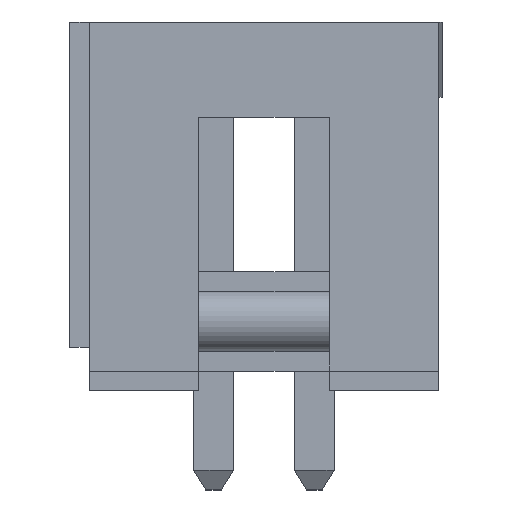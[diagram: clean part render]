
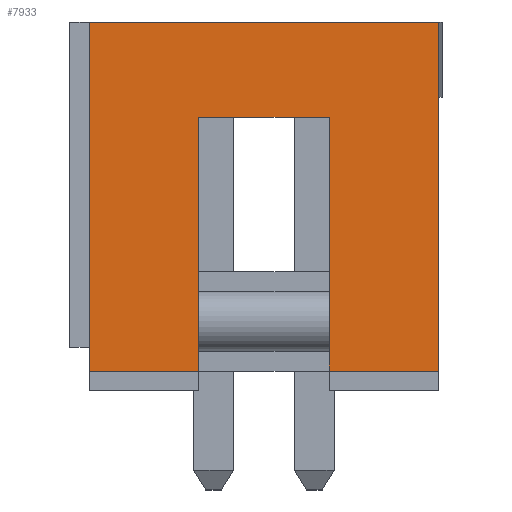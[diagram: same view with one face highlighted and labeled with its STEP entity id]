
A CAD part, left-side view. The second image highlights one B-rep face of the part: STEP entity #7933.
In plain terms, the highlighted planar face has unit normal (-1, 0, 0).
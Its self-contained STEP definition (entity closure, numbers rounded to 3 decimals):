
#7666 = VERTEX_POINT ( 'NONE', #13671 ) ;
#7668 = EDGE_CURVE ( 'NONE', #7681, #7666, #13670, .T. ) ;
#7681 = VERTEX_POINT ( 'NONE', #13655 ) ;
#7683 = EDGE_CURVE ( 'NONE', #7684, #7681, #13654, .T. ) ;
#7684 = VERTEX_POINT ( 'NONE', #13716 ) ;
#7729 = EDGE_CURVE ( 'NONE', #7734, #7684, #13774, .T. ) ;
#7734 = VERTEX_POINT ( 'NONE', #13766 ) ;
#7736 = EDGE_CURVE ( 'NONE', #7737, #7734, #13765, .T. ) ;
#7737 = VERTEX_POINT ( 'NONE', #13761 ) ;
#7796 = VERTEX_POINT ( 'NONE', #13919 ) ;
#7798 = EDGE_CURVE ( 'NONE', #7666, #7796, #13917, .T. ) ;
#7870 = EDGE_CURVE ( 'NONE', #7871, #7737, #13999, .T. ) ;
#7871 = VERTEX_POINT ( 'NONE', #14052 ) ;
#7918 = EDGE_CURVE ( 'NONE', #7871, #7942, #14106, .T. ) ;
#7919 = ORIENTED_EDGE ( 'NONE', *, *, #7870, .T. ) ;
#7933 = ADVANCED_FACE ( 'NONE', ( #14144 ), #14143, .T. ) ;
#7934 = EDGE_LOOP ( 'NONE', ( #7935, #7936, #7937, #7938, #7939, #7940, #7943, #7919 ) ) ;
#7935 = ORIENTED_EDGE ( 'NONE', *, *, #7736, .T. ) ;
#7936 = ORIENTED_EDGE ( 'NONE', *, *, #7729, .T. ) ;
#7937 = ORIENTED_EDGE ( 'NONE', *, *, #7683, .T. ) ;
#7938 = ORIENTED_EDGE ( 'NONE', *, *, #7668, .T. ) ;
#7939 = ORIENTED_EDGE ( 'NONE', *, *, #7798, .T. ) ;
#7940 = ORIENTED_EDGE ( 'NONE', *, *, #7941, .F. ) ;
#7941 = EDGE_CURVE ( 'NONE', #7942, #7796, #14141, .T. ) ;
#7942 = VERTEX_POINT ( 'NONE', #14134 ) ;
#7943 = ORIENTED_EDGE ( 'NONE', *, *, #7918, .F. ) ;
#13653 = CARTESIAN_POINT ( 'NONE',  ( -20.26, 2.75, 0. ) ) ;
#13654 = LINE ( 'NONE', #13653, #13718 ) ;
#13655 = CARTESIAN_POINT ( 'NONE',  ( -20.26, 2.75, 0. ) ) ;
#13667 = DIRECTION ( 'NONE',  ( 0., -1., 0. ) ) ;
#13668 = VECTOR ( 'NONE', #13667, 1000. ) ;
#13669 = CARTESIAN_POINT ( 'NONE',  ( -20.26, 0., 0. ) ) ;
#13670 = LINE ( 'NONE', #13669, #13668 ) ;
#13671 = CARTESIAN_POINT ( 'NONE',  ( -20.26, 0., 0. ) ) ;
#13716 = CARTESIAN_POINT ( 'NONE',  ( -20.26, 2.75, 6.4 ) ) ;
#13717 = DIRECTION ( 'NONE',  ( 0., 0., -1. ) ) ;
#13718 = VECTOR ( 'NONE', #13717, 1000. ) ;
#13761 = CARTESIAN_POINT ( 'NONE',  ( -20.26, 6.05, 0. ) ) ;
#13762 = DIRECTION ( 'NONE',  ( 0., 0., 1. ) ) ;
#13763 = VECTOR ( 'NONE', #13762, 1000. ) ;
#13764 = CARTESIAN_POINT ( 'NONE',  ( -20.26, 6.05, 0. ) ) ;
#13765 = LINE ( 'NONE', #13764, #13763 ) ;
#13766 = CARTESIAN_POINT ( 'NONE',  ( -20.26, 6.05, 6.4 ) ) ;
#13771 = DIRECTION ( 'NONE',  ( 0., -1., 0. ) ) ;
#13772 = VECTOR ( 'NONE', #13771, 1000. ) ;
#13773 = CARTESIAN_POINT ( 'NONE',  ( -20.26, 0., 6.4 ) ) ;
#13774 = LINE ( 'NONE', #13773, #13772 ) ;
#13914 = DIRECTION ( 'NONE',  ( 0., 0., 1. ) ) ;
#13915 = VECTOR ( 'NONE', #13914, 1000. ) ;
#13916 = CARTESIAN_POINT ( 'NONE',  ( -20.26, 0., 0. ) ) ;
#13917 = LINE ( 'NONE', #13916, #13915 ) ;
#13919 = CARTESIAN_POINT ( 'NONE',  ( -20.26, 0., 8.8 ) ) ;
#13999 = LINE ( 'NONE', #14055, #14054 ) ;
#14052 = CARTESIAN_POINT ( 'NONE',  ( -20.26, 8.8, 0. ) ) ;
#14053 = DIRECTION ( 'NONE',  ( 0., -1., 0. ) ) ;
#14054 = VECTOR ( 'NONE', #14053, 1000. ) ;
#14055 = CARTESIAN_POINT ( 'NONE',  ( -20.26, 0., 0. ) ) ;
#14103 = DIRECTION ( 'NONE',  ( 0., 0., 1. ) ) ;
#14104 = VECTOR ( 'NONE', #14103, 1000. ) ;
#14105 = CARTESIAN_POINT ( 'NONE',  ( -20.26, 8.8, 0. ) ) ;
#14106 = LINE ( 'NONE', #14105, #14104 ) ;
#14134 = CARTESIAN_POINT ( 'NONE',  ( -20.26, 8.8, 8.8 ) ) ;
#14135 = DIRECTION ( 'NONE',  ( 0., -1., 0. ) ) ;
#14136 = VECTOR ( 'NONE', #14135, 1000. ) ;
#14137 = CARTESIAN_POINT ( 'NONE',  ( -20.26, 4.4, 8.8 ) ) ;
#14138 = DIRECTION ( 'NONE',  ( 0., 0., 1. ) ) ;
#14139 = DIRECTION ( 'NONE',  ( -1., 0., 0. ) ) ;
#14140 = CARTESIAN_POINT ( 'NONE',  ( -20.26, 0., 0. ) ) ;
#14141 = LINE ( 'NONE', #14137, #14136 ) ;
#14142 = AXIS2_PLACEMENT_3D ( 'NONE', #14140, #14139, #14138 ) ;
#14143 = PLANE ( 'NONE',  #14142 ) ;
#14144 = FACE_OUTER_BOUND ( 'NONE', #7934, .T. ) ;
